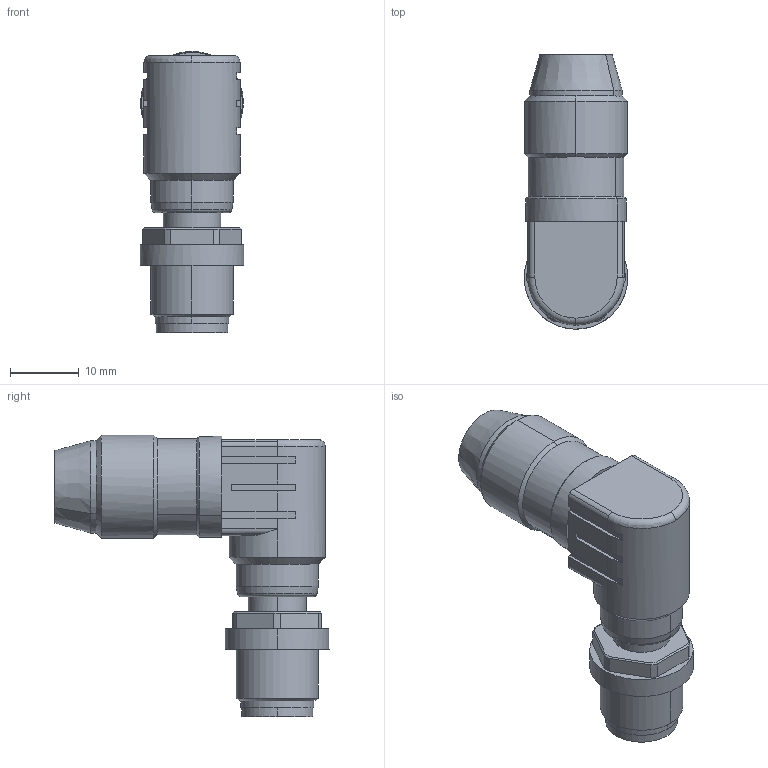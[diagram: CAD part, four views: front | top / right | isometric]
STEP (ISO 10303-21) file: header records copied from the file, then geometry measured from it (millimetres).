
FILE_DESCRIPTION(('CATIA V5 STEP Exchange','CAx-IF Rec.Pracs.--- Model Styling and Organization---1.4--- 2014-01-23'),'2;1');
FILE_NAME ('022558-2_0', '2022-04-21T05:45:43+00:00', ('none'), ('Weidmueller'), 'CATIA Version 5-6 Release 2016 SP3 HF44', 'CATIA V5 STEP AP214', 'none');
FILE_SCHEMA(('AUTOMOTIVE_DESIGN { 1 0 10303 214 1 1 1 1 }'));
Length unit declared in the file: millimetre
Products named in the file (1): 1812870000
Bounding box: 15.1 x 39.95 x 41 mm (x, y, z)
Volume: 9082.6 mm3; surface area: 4377.5 mm2
Topology: 7 solids, 7 shells, 191 faces, 470 edges, 304 vertices
Faces by surface type: plane 68, cylinder 64, bspline 32, cone 23, torus 4
Entity records: 6046 total; most frequent: CARTESIAN_POINT 1987, ORIENTED_EDGE 940, DIRECTION 632, EDGE_CURVE 470, VERTEX_POINT 304, AXIS2_PLACEMENT_3D 303, EDGE_LOOP 210, ADVANCED_FACE 191
